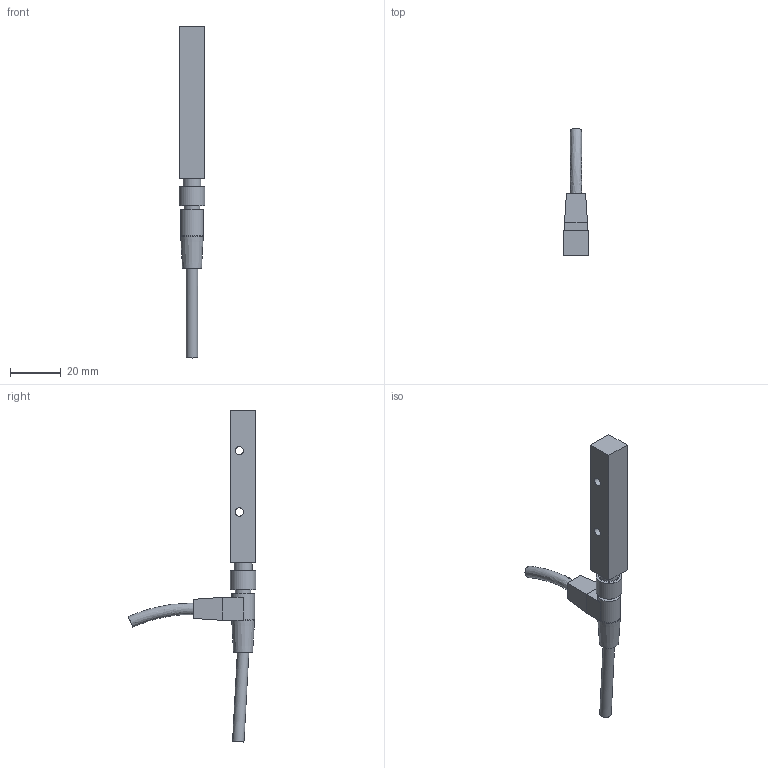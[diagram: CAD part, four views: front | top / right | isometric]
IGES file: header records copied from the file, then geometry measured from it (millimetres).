
Global section: file name: No Iges File Name specified; native system: AutoDesk Inventor R10; preprocessor: AutoDesk Inventor Iges Exporter R10; author: No Author specified; organization: No Organization specified; date: 20070411.164056; units: millimetre
Bounding box: 10 x 50.09 x 130.21 mm (x, y, z)
Volume: 11632.2 mm3; surface area: 6383.5 mm2
Topology: 4 solids, 4 shells, 48 faces, 84 edges, 55 vertices
Faces by surface type: plane 31, cylinder 10, bspline 4, cone 2, revolution 1
Full cylindrical faces by diameter (mm): 2 x1, 6 x2, 6.5 x1, 7 x1, 8 x1, 9 x2, 10 x2
